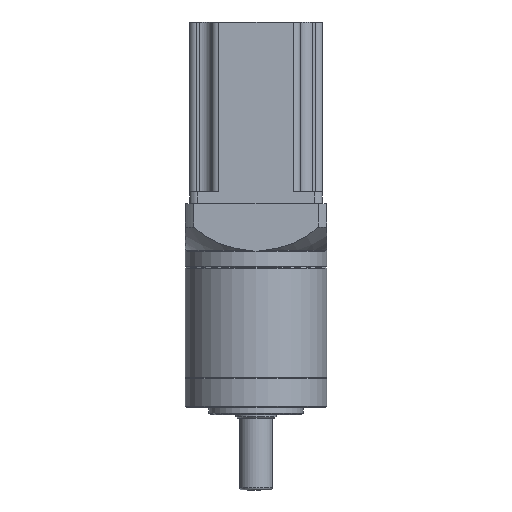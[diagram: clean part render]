
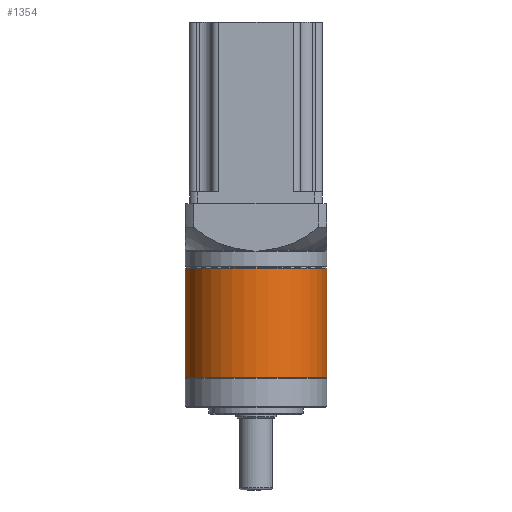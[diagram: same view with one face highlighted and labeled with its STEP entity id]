
A CAD part, front view. The second image highlights one B-rep face of the part: STEP entity #1354.
In plain terms, the highlighted cylindrical face has radius 30 mm (diameter 60 mm), a partial arc.
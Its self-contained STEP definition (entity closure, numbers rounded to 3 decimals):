
#19 = CARTESIAN_POINT ( 'NONE',  ( 0., 0., -27.5 ) ) ;
#20 = DIRECTION ( 'NONE',  ( 0., 0., 1. ) ) ;
#21 = DIRECTION ( 'NONE',  ( 1., 0., 0. ) ) ;
#211 = CARTESIAN_POINT ( 'NONE',  ( 30., 0., -27.5 ) ) ;
#212 = CARTESIAN_POINT ( 'NONE',  ( -30., 0., -27.5 ) ) ;
#233 = CARTESIAN_POINT ( 'NONE',  ( 30., 0., -73.7 ) ) ;
#234 = CARTESIAN_POINT ( 'NONE',  ( -30., 0., -73.7 ) ) ;
#783 = CARTESIAN_POINT ( 'NONE',  ( 0., 0., -73.7 ) ) ;
#784 = DIRECTION ( 'NONE',  ( 0., 0., 1. ) ) ;
#785 = DIRECTION ( 'NONE',  ( 1., 0., 0. ) ) ;
#1050 = VECTOR ( 'NONE', #3078, 1000. ) ;
#1052 = VECTOR ( 'NONE', #3083, 1000. ) ;
#1102 = CIRCLE ( 'NONE', #1109, 30. ) ;
#1109 = AXIS2_PLACEMENT_3D ( 'NONE', #783, #784, #785 ) ;
#1354 = ADVANCED_FACE ( 'NONE', ( #3643 ), #3644, .T. ) ;
#1490 = EDGE_CURVE ( 'NONE', #2957, #2935, #3304, .T. ) ;
#1492 = EDGE_CURVE ( 'NONE', #2956, #2934, #3305, .T. ) ;
#1666 = EDGE_CURVE ( 'NONE', #2935, #2934, #3463, .T. ) ;
#2064 = CARTESIAN_POINT ( 'NONE',  ( 0., 0., -73.7 ) ) ;
#2065 = DIRECTION ( 'NONE',  ( 0., 0., 1. ) ) ;
#2066 = DIRECTION ( 'NONE',  ( 1., 0., 0. ) ) ;
#2934 = VERTEX_POINT ( 'NONE', #211 ) ;
#2935 = VERTEX_POINT ( 'NONE', #212 ) ;
#2956 = VERTEX_POINT ( 'NONE', #233 ) ;
#2957 = VERTEX_POINT ( 'NONE', #234 ) ;
#3077 = CARTESIAN_POINT ( 'NONE',  ( -30., 0., -73.7 ) ) ;
#3078 = DIRECTION ( 'NONE',  ( 0., 0., 1. ) ) ;
#3082 = CARTESIAN_POINT ( 'NONE',  ( 30., 0., -73.7 ) ) ;
#3083 = DIRECTION ( 'NONE',  ( 0., 0., 1. ) ) ;
#3304 = LINE ( 'NONE', #3077, #1050 ) ;
#3305 = LINE ( 'NONE', #3082, #1052 ) ;
#3463 = CIRCLE ( 'NONE', #3465, 30. ) ;
#3465 = AXIS2_PLACEMENT_3D ( 'NONE', #19, #20, #21 ) ;
#3643 = FACE_OUTER_BOUND ( 'NONE', #4461, .T. ) ;
#3644 = CYLINDRICAL_SURFACE ( 'NONE', #4949, 30. ) ;
#3900 = EDGE_CURVE ( 'NONE', #2957, #2956, #1102, .T. ) ;
#4461 = EDGE_LOOP ( 'NONE', ( #5054, #5055, #5056, #5053 ) ) ;
#4949 = AXIS2_PLACEMENT_3D ( 'NONE', #2064, #2065, #2066 ) ;
#5053 = ORIENTED_EDGE ( 'NONE', *, *, #1666, .F. ) ;
#5054 = ORIENTED_EDGE ( 'NONE', *, *, #1490, .F. ) ;
#5055 = ORIENTED_EDGE ( 'NONE', *, *, #3900, .T. ) ;
#5056 = ORIENTED_EDGE ( 'NONE', *, *, #1492, .T. ) ;
